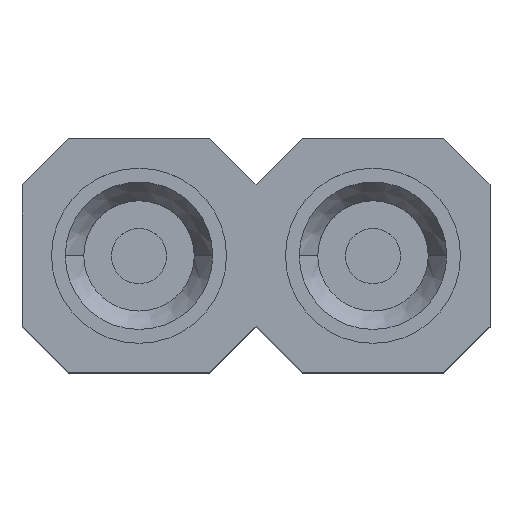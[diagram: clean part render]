
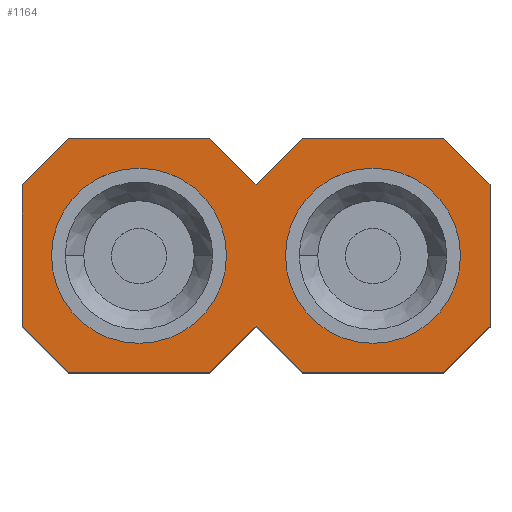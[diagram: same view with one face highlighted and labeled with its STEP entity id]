
A CAD part, top view. The second image highlights one B-rep face of the part: STEP entity #1164.
In plain terms, the highlighted planar face has unit normal (0, 0, 1).
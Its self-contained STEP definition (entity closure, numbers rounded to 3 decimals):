
#723=CARTESIAN_POINT('',(188.431,48.761,2.95));
#724=DIRECTION('',(0.,0.,-1.));
#725=DIRECTION('',(1.,0.,0.));
#726=AXIS2_PLACEMENT_3D('',#723,#724,#725);
#728=CARTESIAN_POINT('',(188.431,48.761,2.95));
#729=DIRECTION('',(0.,0.,-1.));
#730=DIRECTION('',(-1.,0.,0.));
#731=AXIS2_PLACEMENT_3D('',#728,#729,#730);
#733=CARTESIAN_POINT('',(190.971,48.761,2.95));
#734=DIRECTION('',(0.,0.,-1.));
#735=DIRECTION('',(1.,0.,0.));
#736=AXIS2_PLACEMENT_3D('',#733,#734,#735);
#738=CARTESIAN_POINT('',(190.971,48.761,2.95));
#739=DIRECTION('',(0.,0.,-1.));
#740=DIRECTION('',(-1.,0.,0.));
#741=AXIS2_PLACEMENT_3D('',#738,#739,#740);
#743=DIRECTION('',(0.707,-0.707,0.));
#744=VECTOR('',#743,0.707);
#745=CARTESIAN_POINT('',(189.701,47.991,2.95));
#746=LINE('',#745,#744);
#747=DIRECTION('',(0.707,0.707,0.));
#748=VECTOR('',#747,0.707);
#749=CARTESIAN_POINT('',(189.201,47.491,2.95));
#750=LINE('',#749,#748);
#751=DIRECTION('',(0.707,-0.707,0.));
#752=VECTOR('',#751,0.707);
#753=CARTESIAN_POINT('',(187.161,47.991,2.95));
#754=LINE('',#753,#752);
#755=DIRECTION('',(-0.707,-0.707,0.));
#756=VECTOR('',#755,0.707);
#757=CARTESIAN_POINT('',(187.661,50.031,2.95));
#758=LINE('',#757,#756);
#759=DIRECTION('',(-0.707,0.707,0.));
#760=VECTOR('',#759,0.707);
#761=CARTESIAN_POINT('',(189.701,49.531,2.95));
#762=LINE('',#761,#760);
#763=DIRECTION('',(-0.707,-0.707,0.));
#764=VECTOR('',#763,0.707);
#765=CARTESIAN_POINT('',(190.201,50.031,2.95));
#766=LINE('',#765,#764);
#767=DIRECTION('',(-0.707,0.707,0.));
#768=VECTOR('',#767,0.707);
#769=CARTESIAN_POINT('',(192.241,49.531,2.95));
#770=LINE('',#769,#768);
#771=DIRECTION('',(0.707,0.707,0.));
#772=VECTOR('',#771,0.707);
#773=CARTESIAN_POINT('',(191.741,47.491,2.95));
#774=LINE('',#773,#772);
#823=DIRECTION('',(-1.,0.,0.));
#824=VECTOR('',#823,1.54);
#825=CARTESIAN_POINT('',(191.741,47.491,2.95));
#826=LINE('',#825,#824);
#835=DIRECTION('',(0.,-1.,0.));
#836=VECTOR('',#835,1.54);
#837=CARTESIAN_POINT('',(192.241,49.531,2.95));
#838=LINE('',#837,#836);
#851=DIRECTION('',(1.,0.,0.));
#852=VECTOR('',#851,1.54);
#853=CARTESIAN_POINT('',(190.201,50.031,2.95));
#854=LINE('',#853,#852);
#871=DIRECTION('',(1.,0.,0.));
#872=VECTOR('',#871,1.54);
#873=CARTESIAN_POINT('',(187.661,50.031,2.95));
#874=LINE('',#873,#872);
#887=DIRECTION('',(0.,1.,0.));
#888=VECTOR('',#887,1.54);
#889=CARTESIAN_POINT('',(187.161,47.991,2.95));
#890=LINE('',#889,#888);
#907=DIRECTION('',(-1.,0.,0.));
#908=VECTOR('',#907,1.54);
#909=CARTESIAN_POINT('',(189.201,47.491,2.95));
#910=LINE('',#909,#908);
#923=CARTESIAN_POINT('',(187.161,47.991,2.95));
#924=CARTESIAN_POINT('',(187.661,47.491,2.95));
#925=VERTEX_POINT('',#923);
#926=VERTEX_POINT('',#924);
#927=CARTESIAN_POINT('',(187.161,49.531,2.95));
#928=VERTEX_POINT('',#927);
#933=CARTESIAN_POINT('',(187.661,50.031,2.95));
#934=VERTEX_POINT('',#933);
#937=CARTESIAN_POINT('',(189.201,47.491,2.95));
#938=VERTEX_POINT('',#937);
#943=CARTESIAN_POINT('',(189.201,50.031,2.95));
#944=VERTEX_POINT('',#943);
#949=CARTESIAN_POINT('',(189.701,47.991,2.95));
#950=VERTEX_POINT('',#949);
#951=CARTESIAN_POINT('',(190.201,47.491,2.95));
#952=VERTEX_POINT('',#951);
#957=CARTESIAN_POINT('',(189.701,49.531,2.95));
#958=VERTEX_POINT('',#957);
#961=CARTESIAN_POINT('',(191.741,47.491,2.95));
#962=VERTEX_POINT('',#961);
#967=CARTESIAN_POINT('',(192.241,47.991,2.95));
#968=VERTEX_POINT('',#967);
#971=CARTESIAN_POINT('',(190.201,50.031,2.95));
#972=VERTEX_POINT('',#971);
#973=CARTESIAN_POINT('',(192.241,49.531,2.95));
#974=VERTEX_POINT('',#973);
#977=CARTESIAN_POINT('',(191.741,50.031,2.95));
#978=VERTEX_POINT('',#977);
#988=CARTESIAN_POINT('',(189.381,48.761,2.95));
#990=VERTEX_POINT('',#988);
#992=CARTESIAN_POINT('',(187.481,48.761,2.95));
#994=VERTEX_POINT('',#992);
#1004=CARTESIAN_POINT('',(191.921,48.761,2.95));
#1006=VERTEX_POINT('',#1004);
#1008=CARTESIAN_POINT('',(190.021,48.761,2.95));
#1010=VERTEX_POINT('',#1008);
#1118=CARTESIAN_POINT('',(190.971,48.761,2.95));
#1119=DIRECTION('',(0.,0.,1.));
#1120=DIRECTION('',(1.,0.,0.));
#1121=AXIS2_PLACEMENT_3D('',#1118,#1119,#1120);
#1122=PLANE('',#1121);
#1124=ORIENTED_EDGE('',*,*,#1123,.F.);
#1126=ORIENTED_EDGE('',*,*,#1125,.F.);
#1128=ORIENTED_EDGE('',*,*,#1127,.T.);
#1130=ORIENTED_EDGE('',*,*,#1129,.F.);
#1132=ORIENTED_EDGE('',*,*,#1131,.T.);
#1134=ORIENTED_EDGE('',*,*,#1133,.F.);
#1136=ORIENTED_EDGE('',*,*,#1135,.T.);
#1138=ORIENTED_EDGE('',*,*,#1137,.F.);
#1140=ORIENTED_EDGE('',*,*,#1139,.F.);
#1142=ORIENTED_EDGE('',*,*,#1141,.T.);
#1144=ORIENTED_EDGE('',*,*,#1143,.F.);
#1146=ORIENTED_EDGE('',*,*,#1145,.T.);
#1148=ORIENTED_EDGE('',*,*,#1147,.F.);
#1150=ORIENTED_EDGE('',*,*,#1149,.T.);
#1151=EDGE_LOOP('',(#1124,#1126,#1128,#1130,#1132,#1134,#1136,#1138,#1140,#1142,
#1144,#1146,#1148,#1150));
#1152=FACE_OUTER_BOUND('',#1151,.F.);
#1154=ORIENTED_EDGE('',*,*,#1153,.F.);
#1155=ORIENTED_EDGE('',*,*,#1108,.F.);
#1156=EDGE_LOOP('',(#1154,#1155));
#1157=FACE_BOUND('',#1156,.F.);
#1159=ORIENTED_EDGE('',*,*,#1158,.F.);
#1161=ORIENTED_EDGE('',*,*,#1160,.F.);
#1162=EDGE_LOOP('',(#1159,#1161));
#1163=FACE_BOUND('',#1162,.F.);
#1164=ADVANCED_FACE('',(#1152,#1157,#1163),#1122,.T.);
#727=CIRCLE('',#726,0.95);
#732=CIRCLE('',#731,0.95);
#737=CIRCLE('',#736,0.95);
#742=CIRCLE('',#741,0.95);
#1108=EDGE_CURVE('',#994,#990,#732,.T.);
#1123=EDGE_CURVE('',#950,#952,#746,.T.);
#1125=EDGE_CURVE('',#938,#950,#750,.T.);
#1127=EDGE_CURVE('',#938,#926,#910,.T.);
#1129=EDGE_CURVE('',#925,#926,#754,.T.);
#1131=EDGE_CURVE('',#925,#928,#890,.T.);
#1133=EDGE_CURVE('',#934,#928,#758,.T.);
#1135=EDGE_CURVE('',#934,#944,#874,.T.);
#1137=EDGE_CURVE('',#958,#944,#762,.T.);
#1139=EDGE_CURVE('',#972,#958,#766,.T.);
#1141=EDGE_CURVE('',#972,#978,#854,.T.);
#1143=EDGE_CURVE('',#974,#978,#770,.T.);
#1145=EDGE_CURVE('',#974,#968,#838,.T.);
#1147=EDGE_CURVE('',#962,#968,#774,.T.);
#1149=EDGE_CURVE('',#962,#952,#826,.T.);
#1153=EDGE_CURVE('',#990,#994,#727,.T.);
#1158=EDGE_CURVE('',#1006,#1010,#737,.T.);
#1160=EDGE_CURVE('',#1010,#1006,#742,.T.);
